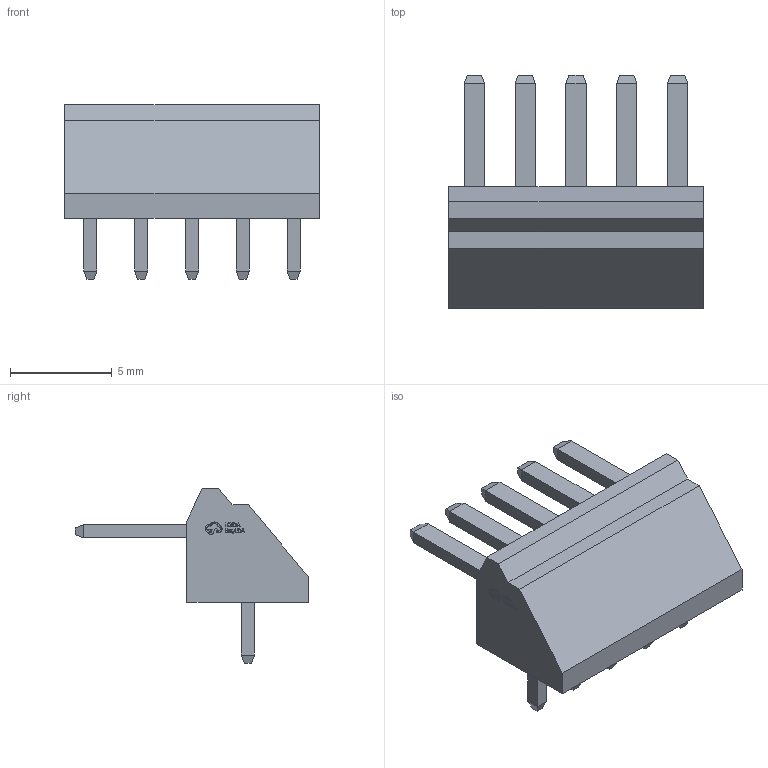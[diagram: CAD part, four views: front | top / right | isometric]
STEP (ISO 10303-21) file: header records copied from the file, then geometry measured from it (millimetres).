
FILE_DESCRIPTION (( 'STEP AP214' ), '1' );
FILE_NAME ('CONN-TH_BS5P-SHF-1AA-LF-SN.step', '2022-08-05T10:34:32', ( '' ), ( '' ), 'SwSTEP 2.0', 'SolidWorks 2020', '' );
FILE_SCHEMA (( 'AUTOMOTIVE_DESIGN' ));
Length unit declared in the file: millimetre
Products named in the file (1): CONN-TH_BS5P-SHF-1AA-LF-SN
Bounding box: 12.5 x 11.5 x 8.6 mm (x, y, z)
Volume: 328.1 mm3; surface area: 426.4 mm2
Topology: 14 solids, 14 shells, 331 faces, 839 edges, 546 vertices
Faces by surface type: plane 233, bspline 98
Entity records: 14121 total; most frequent: CARTESIAN_POINT 3023, ORIENTED_EDGE 1678, DIRECTION 1107, EDGE_CURVE 839, LINE 639, VECTOR 639, VERTEX_POINT 546, EDGE_LOOP 353
